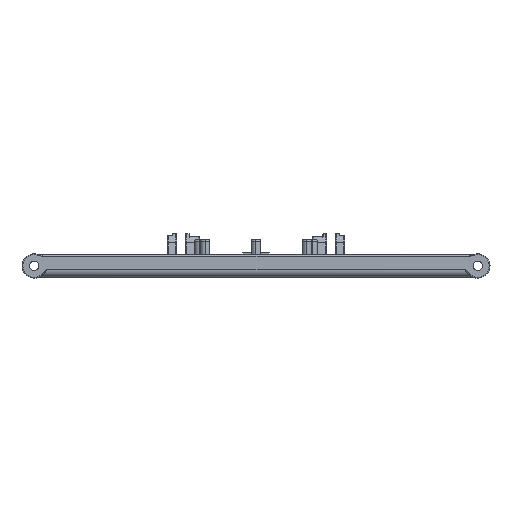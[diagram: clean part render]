
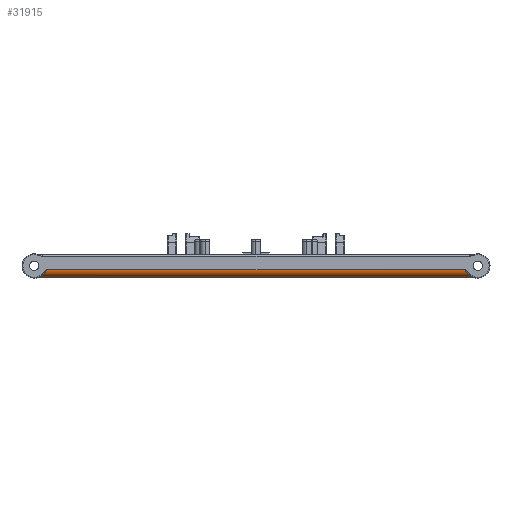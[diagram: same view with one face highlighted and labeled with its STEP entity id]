
A CAD part, left-side view. The second image highlights one B-rep face of the part: STEP entity #31915.
In plain terms, the highlighted cylindrical face has radius 4 mm (diameter 8 mm), a partial arc.
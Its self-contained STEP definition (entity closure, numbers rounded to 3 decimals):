
#235 = DIRECTION ( 'NONE',  ( 0., 0., -1. ) ) ;
#1212 = CARTESIAN_POINT ( 'NONE',  ( -132.127, 112.415, -8.506 ) ) ;
#1351 = CARTESIAN_POINT ( 'NONE',  ( -131.061, 113.671, -9.436 ) ) ;
#1464 = CARTESIAN_POINT ( 'NONE',  ( -132.41, -112.022, -8.105 ) ) ;
#2964 = CARTESIAN_POINT ( 'NONE',  ( -129., 105., -6. ) ) ;
#4498 = CARTESIAN_POINT ( 'NONE',  ( -132.411, 112.021, -8.104 ) ) ;
#4612 = CARTESIAN_POINT ( 'NONE',  ( -132.965, -111.021, -6.598 ) ) ;
#4883 = CARTESIAN_POINT ( 'NONE',  ( -132.843, 111.312, -7.147 ) ) ;
#6017 = LINE ( 'NONE', #9535, #21295 ) ;
#6663 = DIRECTION ( 'NONE',  ( 0., -1., 0. ) ) ;
#7194 = CARTESIAN_POINT ( 'NONE',  ( -129., -114.902, -10. ) ) ;
#7360 = VERTEX_POINT ( 'NONE', #22508 ) ;
#7817 = CARTESIAN_POINT ( 'NONE',  ( -132.755, 111.475, -7.403 ) ) ;
#8222 = ORIENTED_EDGE ( 'NONE', *, *, #33051, .T. ) ;
#9535 = CARTESIAN_POINT ( 'NONE',  ( -133., 105., -6. ) ) ;
#10703 = ORIENTED_EDGE ( 'NONE', *, *, #34419, .T. ) ;
#10810 = CARTESIAN_POINT ( 'NONE',  ( -130.409, -114.282, -9.752 ) ) ;
#10931 = EDGE_LOOP ( 'NONE', ( #34227, #10703, #8222, #16127 ) ) ;
#11401 = FACE_OUTER_BOUND ( 'NONE', #10931, .T. ) ;
#12624 = EDGE_CURVE ( 'NONE', #30426, #7360, #6017, .T. ) ;
#13594 = CARTESIAN_POINT ( 'NONE',  ( -129.619, -114.778, -9.955 ) ) ;
#13880 = CARTESIAN_POINT ( 'NONE',  ( -129.319, 114.874, -9.99 ) ) ;
#14679 = CARTESIAN_POINT ( 'NONE',  ( -129., 114.902, -10. ) ) ;
#15037 = EDGE_CURVE ( 'NONE', #23123, #7360, #29307, .T. ) ;
#15558 = CARTESIAN_POINT ( 'NONE',  ( -133., 110.792, -6. ) ) ;
#16127 = ORIENTED_EDGE ( 'NONE', *, *, #15037, .T. ) ;
#16756 = CARTESIAN_POINT ( 'NONE',  ( -133., -110.894, -6.304 ) ) ;
#16894 = CARTESIAN_POINT ( 'NONE',  ( -132.842, -111.312, -7.147 ) ) ;
#17026 = CARTESIAN_POINT ( 'NONE',  ( -131.972, -112.618, -8.688 ) ) ;
#17042 = CARTESIAN_POINT ( 'NONE',  ( -133., 110.792, -6. ) ) ;
#17181 = CARTESIAN_POINT ( 'NONE',  ( -133., 110.893, -6.303 ) ) ;
#20090 = CARTESIAN_POINT ( 'NONE',  ( -129., -114.902, -10. ) ) ;
#20109 = CARTESIAN_POINT ( 'NONE',  ( -129.763, 114.709, -9.929 ) ) ;
#20246 = CARTESIAN_POINT ( 'NONE',  ( -130.41, 114.281, -9.751 ) ) ;
#20348 = CARTESIAN_POINT ( 'NONE',  ( -131.449, -113.249, -9.171 ) ) ;
#20374 = DIRECTION ( 'NONE',  ( 0., -1., 0. ) ) ;
#20629 = CARTESIAN_POINT ( 'NONE',  ( -131.449, 113.25, -9.172 ) ) ;
#21295 = VECTOR ( 'NONE', #6663, 1000. ) ;
#22508 = CARTESIAN_POINT ( 'NONE',  ( -133., -110.792, -6. ) ) ;
#23096 = CARTESIAN_POINT ( 'NONE',  ( -129.763, -114.709, -9.929 ) ) ;
#23123 = VERTEX_POINT ( 'NONE', #7194 ) ;
#23386 = CARTESIAN_POINT ( 'NONE',  ( -129., 105., -10. ) ) ;
#24411 = VERTEX_POINT ( 'NONE', #14679 ) ;
#26171 = CYLINDRICAL_SURFACE ( 'NONE', #40445, 4. ) ;
#26506 = CARTESIAN_POINT ( 'NONE',  ( -129.161, 114.902, -10. ) ) ;
#26627 = CARTESIAN_POINT ( 'NONE',  ( -133., -110.792, -6. ) ) ;
#26765 = CARTESIAN_POINT ( 'NONE',  ( -129.619, 114.777, -9.955 ) ) ;
#26897 = CARTESIAN_POINT ( 'NONE',  ( -129., 114.902, -10. ) ) ;
#28641 = B_SPLINE_CURVE_WITH_KNOTS ( 'NONE', 3,
 ( #17042, #17181, #33156, #4883, #7817, #39173, #4498, #1212, #33027, #36390, #20629, #1351, #32757, #20246, #39434, #20109, #26765, #13880, #26506, #26897 ),
 .UNSPECIFIED., .F., .F.,
 ( 4, 2, 2, 2, 2, 2, 2, 2, 2, 4 ),
 ( 0., 0.001, 0.002, 0.003, 0.004, 0.005, 0.006, 0.007, 0.007, 0.008 ),
 .UNSPECIFIED. ) ;
#28924 = VECTOR ( 'NONE', #20374, 1000. ) ;
#29123 = CARTESIAN_POINT ( 'NONE',  ( -130.167, -114.476, -9.836 ) ) ;
#29269 = CARTESIAN_POINT ( 'NONE',  ( -129.161, -114.902, -10. ) ) ;
#29307 = B_SPLINE_CURVE_WITH_KNOTS ( 'NONE', 3,
 ( #20090, #29269, #32461, #13594, #23096, #29123, #10810, #29529, #32874, #20348, #29669, #17026, #38875, #1464, #39289, #35704, #16894, #4612, #16756, #26627 ),
 .UNSPECIFIED., .F., .F.,
 ( 4, 2, 2, 2, 2, 2, 2, 2, 2, 4 ),
 ( 0., 0., 0.001, 0.002, 0.003, 0.004, 0.005, 0.006, 0.007, 0.008 ),
 .UNSPECIFIED. ) ;
#29529 = CARTESIAN_POINT ( 'NONE',  ( -130.856, -113.88, -9.552 ) ) ;
#29669 = CARTESIAN_POINT ( 'NONE',  ( -131.633, -113.035, -9.021 ) ) ;
#30426 = VERTEX_POINT ( 'NONE', #15558 ) ;
#31621 = DIRECTION ( 'NONE',  ( 0., -1., 0. ) ) ;
#31915 = ADVANCED_FACE ( 'NONE', ( #11401 ), #26171, .T. ) ;
#31926 = LINE ( 'NONE', #23386, #28924 ) ;
#32461 = CARTESIAN_POINT ( 'NONE',  ( -129.317, -114.874, -9.99 ) ) ;
#32757 = CARTESIAN_POINT ( 'NONE',  ( -130.856, 113.88, -9.552 ) ) ;
#32874 = CARTESIAN_POINT ( 'NONE',  ( -131.061, -113.671, -9.436 ) ) ;
#33027 = CARTESIAN_POINT ( 'NONE',  ( -131.971, 112.618, -8.689 ) ) ;
#33051 = EDGE_CURVE ( 'NONE', #24411, #23123, #31926, .T. ) ;
#33156 = CARTESIAN_POINT ( 'NONE',  ( -132.966, 111.019, -6.594 ) ) ;
#34227 = ORIENTED_EDGE ( 'NONE', *, *, #12624, .F. ) ;
#34419 = EDGE_CURVE ( 'NONE', #30426, #24411, #28641, .T. ) ;
#35704 = CARTESIAN_POINT ( 'NONE',  ( -132.755, -111.475, -7.403 ) ) ;
#36390 = CARTESIAN_POINT ( 'NONE',  ( -131.632, 113.036, -9.021 ) ) ;
#38875 = CARTESIAN_POINT ( 'NONE',  ( -132.128, -112.414, -8.506 ) ) ;
#39173 = CARTESIAN_POINT ( 'NONE',  ( -132.539, 111.83, -7.883 ) ) ;
#39289 = CARTESIAN_POINT ( 'NONE',  ( -132.538, -111.832, -7.884 ) ) ;
#39434 = CARTESIAN_POINT ( 'NONE',  ( -130.168, 114.475, -9.836 ) ) ;
#40445 = AXIS2_PLACEMENT_3D ( 'NONE', #2964, #31621, #235 ) ;
